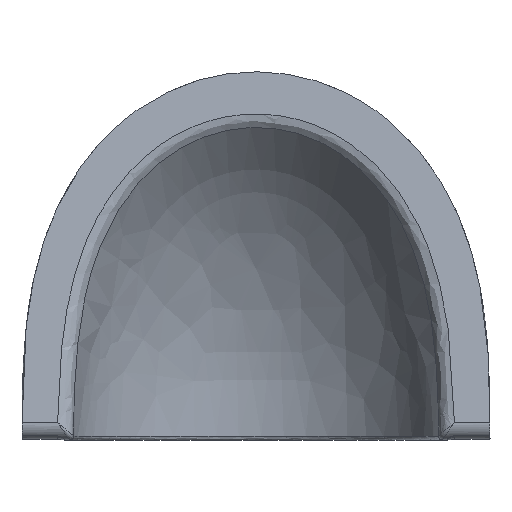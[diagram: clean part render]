
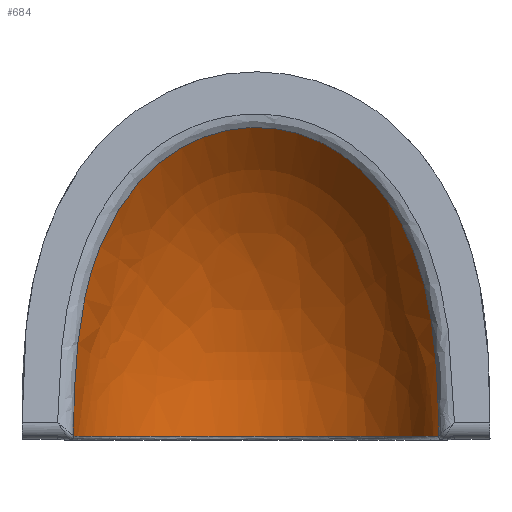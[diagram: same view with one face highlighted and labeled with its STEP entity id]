
A CAD part, front view. The second image highlights one B-rep face of the part: STEP entity #684.
In plain terms, the highlighted free-form (B-spline) face has degree [2, 2] with [5, 3] control points.
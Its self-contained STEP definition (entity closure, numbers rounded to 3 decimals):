
#15=(
BOUNDED_SURFACE()
B_SPLINE_SURFACE(2,2,((#2283,#2284,#2285),(#2286,#2287,#2288),(#2289,#2290,
#2291),(#2292,#2293,#2294),(#2295,#2296,#2297)),.UNSPECIFIED.,.F.,.F.,.F.)
B_SPLINE_SURFACE_WITH_KNOTS((3,2,3),(3,3),(-3.142,-1.571,
0.),(0.,0.929),.UNSPECIFIED.)
GEOMETRIC_REPRESENTATION_ITEM()
RATIONAL_B_SPLINE_SURFACE(((1.,0.894,1.),(0.707,
0.632,0.707),(1.,0.894,1.),(0.707,
0.632,0.707),(1.,0.894,1.)))
REPRESENTATION_ITEM('')
SURFACE()
);
#109=FACE_OUTER_BOUND('',#153,.T.);
#153=EDGE_LOOP('',(#541,#542,#543,#544));
#174=B_SPLINE_CURVE_WITH_KNOTS('',3,(#967,#968,#969,#970),.UNSPECIFIED.,
 .F.,.F.,(4,4),(0.,0.112),.UNSPECIFIED.);
#177=B_SPLINE_CURVE_WITH_KNOTS('',3,(#1047,#1048,#1049,#1050,#1051,#1052,
#1053,#1054,#1055,#1056),.UNSPECIFIED.,.F.,.F.,(4,1,1,1,1,1,1,4),(0.,3.985,
7.969,11.954,15.939,19.923,23.908,
27.892),.UNSPECIFIED.);
#180=B_SPLINE_CURVE_WITH_KNOTS('',3,(#1089,#1090,#1091,#1092),
 .UNSPECIFIED.,.F.,.F.,(4,4),(0.,0.112),.UNSPECIFIED.);
#184=B_SPLINE_CURVE_WITH_KNOTS('',3,(#1318,#1319,#1320,#1321,#1322,#1323,
#1324,#1325,#1326,#1327,#1328,#1329,#1330,#1331,#1332,#1333,#1334,#1335,
#1336,#1337),.UNSPECIFIED.,.F.,.F.,(4,1,1,1,1,1,1,1,1,1,1,1,1,1,1,1,1,4),
(-42.911,-39.861,-36.811,-33.761,
-30.711,-28.678,-26.644,-24.611,
-22.578,-20.544,-18.511,-17.494,
-14.445,-12.411,-10.378,-6.311,
-3.261,-0.212),.UNSPECIFIED.);
#252=VERTEX_POINT('',#913);
#255=VERTEX_POINT('',#965);
#259=VERTEX_POINT('',#1045);
#261=VERTEX_POINT('',#1087);
#318=EDGE_CURVE('',#255,#252,#174,.T.);
#322=EDGE_CURVE('',#259,#255,#177,.T.);
#326=EDGE_CURVE('',#261,#259,#180,.T.);
#330=EDGE_CURVE('',#252,#261,#184,.T.);
#541=ORIENTED_EDGE('',*,*,#326,.F.);
#542=ORIENTED_EDGE('',*,*,#330,.F.);
#543=ORIENTED_EDGE('',*,*,#318,.F.);
#544=ORIENTED_EDGE('',*,*,#322,.F.);
#684=ADVANCED_FACE('',(#109),#15,.T.);
#913=CARTESIAN_POINT('',(-92.177,7.598,2.092));
#965=CARTESIAN_POINT('',(-92.08,8.685,1.987));
#967=CARTESIAN_POINT('Ctrl Pts',(-92.08,8.685,1.987));
#968=CARTESIAN_POINT('Ctrl Pts',(-92.115,8.321,1.988));
#969=CARTESIAN_POINT('Ctrl Pts',(-92.147,7.956,2.023));
#970=CARTESIAN_POINT('Ctrl Pts',(-92.177,7.598,2.092));
#1045=CARTESIAN_POINT('',(92.08,8.685,1.987));
#1047=CARTESIAN_POINT('Ctrl Pts',(92.08,8.685,1.987));
#1048=CARTESIAN_POINT('Ctrl Pts',(90.843,21.628,1.969));
#1049=CARTESIAN_POINT('Ctrl Pts',(82.847,46.98,1.944));
#1050=CARTESIAN_POINT('Ctrl Pts',(56.329,76.773,1.924));
#1051=CARTESIAN_POINT('Ctrl Pts',(19.944,93.105,1.915));
#1052=CARTESIAN_POINT('Ctrl Pts',(-19.941,93.102,1.915));
#1053=CARTESIAN_POINT('Ctrl Pts',(-56.329,76.777,1.924));
#1054=CARTESIAN_POINT('Ctrl Pts',(-82.845,46.981,1.944));
#1055=CARTESIAN_POINT('Ctrl Pts',(-90.843,21.628,1.969));
#1056=CARTESIAN_POINT('Ctrl Pts',(-92.08,8.685,1.987));
#1087=CARTESIAN_POINT('',(92.177,7.598,2.092));
#1089=CARTESIAN_POINT('Ctrl Pts',(92.177,7.598,2.092));
#1090=CARTESIAN_POINT('Ctrl Pts',(92.147,7.956,2.023));
#1091=CARTESIAN_POINT('Ctrl Pts',(92.115,8.321,1.988));
#1092=CARTESIAN_POINT('Ctrl Pts',(92.08,8.685,1.987));
#1318=CARTESIAN_POINT('Ctrl Pts',(-92.177,7.598,2.092));
#1319=CARTESIAN_POINT('Ctrl Pts',(-92.042,8.514,12.144));
#1320=CARTESIAN_POINT('Ctrl Pts',(-91.543,10.183,32.165));
#1321=CARTESIAN_POINT('Ctrl Pts',(-88.796,12.394,61.71));
#1322=CARTESIAN_POINT('Ctrl Pts',(-82.32,14.474,90.24));
#1323=CARTESIAN_POINT('Ctrl Pts',(-71.8,16.225,113.719));
#1324=CARTESIAN_POINT('Ctrl Pts',(-58.491,17.595,131.551));
#1325=CARTESIAN_POINT('Ctrl Pts',(-44.308,18.584,144.15));
#1326=CARTESIAN_POINT('Ctrl Pts',(-27.702,19.308,153.206));
#1327=CARTESIAN_POINT('Ctrl Pts',(-9.434,19.691,157.955));
#1328=CARTESIAN_POINT('Ctrl Pts',(9.436,19.692,157.958));
#1329=CARTESIAN_POINT('Ctrl Pts',(24.654,19.371,153.995));
#1330=CARTESIAN_POINT('Ctrl Pts',(41.69,18.734,146.024));
#1331=CARTESIAN_POINT('Ctrl Pts',(56.605,17.79,134.095));
#1332=CARTESIAN_POINT('Ctrl Pts',(69.888,16.422,116.275));
#1333=CARTESIAN_POINT('Ctrl Pts',(81.378,14.702,93.381));
#1334=CARTESIAN_POINT('Ctrl Pts',(88.498,12.638,64.979));
#1335=CARTESIAN_POINT('Ctrl Pts',(91.54,10.184,32.172));
#1336=CARTESIAN_POINT('Ctrl Pts',(92.042,8.514,12.144));
#1337=CARTESIAN_POINT('Ctrl Pts',(92.177,7.598,2.092));
#2283=CARTESIAN_POINT('Ctrl Pts',(-92.5,0.,0.));
#2284=CARTESIAN_POINT('Ctrl Pts',(-92.5,-3.775,65.689));
#2285=CARTESIAN_POINT('Ctrl Pts',(-92.5,-58.65,101.993));
#2286=CARTESIAN_POINT('Ctrl Pts',(-92.5,92.5,0.));
#2287=CARTESIAN_POINT('Ctrl Pts',(-92.5,88.725,112.033));
#2288=CARTESIAN_POINT('Ctrl Pts',(-92.5,-3.271,176.083));
#2289=CARTESIAN_POINT('Ctrl Pts',(0.,92.5,0.));
#2290=CARTESIAN_POINT('Ctrl Pts',(0.,88.725,
112.033));
#2291=CARTESIAN_POINT('Ctrl Pts',(0.,-3.271,
176.083));
#2292=CARTESIAN_POINT('Ctrl Pts',(92.5,92.5,0.));
#2293=CARTESIAN_POINT('Ctrl Pts',(92.5,88.725,112.033));
#2294=CARTESIAN_POINT('Ctrl Pts',(92.5,-3.271,176.083));
#2295=CARTESIAN_POINT('Ctrl Pts',(92.5,0.,0.));
#2296=CARTESIAN_POINT('Ctrl Pts',(92.5,-3.775,65.689));
#2297=CARTESIAN_POINT('Ctrl Pts',(92.5,-58.65,101.993));
